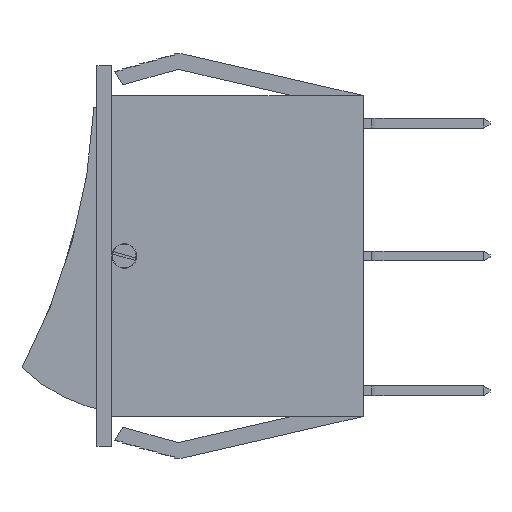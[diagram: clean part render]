
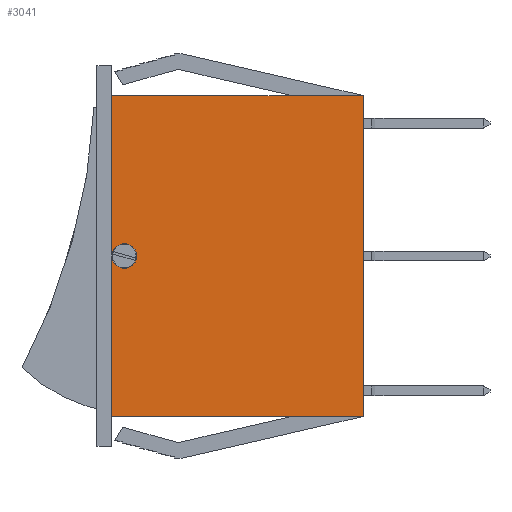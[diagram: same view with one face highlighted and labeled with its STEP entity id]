
A CAD part, left-side view. The second image highlights one B-rep face of the part: STEP entity #3041.
In plain terms, the highlighted planar face has unit normal (-1, 0, 0).
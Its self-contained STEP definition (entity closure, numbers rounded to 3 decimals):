
#62=CIRCLE('',#3303,1.);
#63=CIRCLE('',#3304,1.);
#176=FACE_OUTER_BOUND('',#330,.T.);
#330=EDGE_LOOP('',(#2221,#2222,#2223,#2224,#2225,#2226,#2227));
#575=LINE('',#4473,#944);
#672=LINE('',#4668,#1041);
#673=LINE('',#4670,#1042);
#677=LINE('',#4678,#1046);
#678=LINE('',#4679,#1047);
#944=VECTOR('',#3643,10.);
#1041=VECTOR('',#3782,10.);
#1042=VECTOR('',#3783,10.);
#1046=VECTOR('',#3789,10.);
#1047=VECTOR('',#3790,10.);
#1280=VERTEX_POINT('',#4470);
#1281=VERTEX_POINT('',#4472);
#1358=VERTEX_POINT('',#4667);
#1359=VERTEX_POINT('',#4669);
#1362=VERTEX_POINT('',#4677);
#1363=VERTEX_POINT('',#4680);
#1585=EDGE_CURVE('',#1281,#1280,#575,.T.);
#1682=EDGE_CURVE('',#1281,#1358,#672,.T.);
#1683=EDGE_CURVE('',#1358,#1359,#673,.T.);
#1687=EDGE_CURVE('',#1362,#1280,#677,.T.);
#1688=EDGE_CURVE('',#1359,#1362,#678,.T.);
#1689=EDGE_CURVE('',#1358,#1363,#62,.T.);
#1690=EDGE_CURVE('',#1363,#1358,#63,.T.);
#2221=ORIENTED_EDGE('',*,*,#1585,.T.);
#2222=ORIENTED_EDGE('',*,*,#1687,.F.);
#2223=ORIENTED_EDGE('',*,*,#1688,.F.);
#2224=ORIENTED_EDGE('',*,*,#1683,.F.);
#2225=ORIENTED_EDGE('',*,*,#1689,.T.);
#2226=ORIENTED_EDGE('',*,*,#1690,.T.);
#2227=ORIENTED_EDGE('',*,*,#1682,.F.);
#2751=PLANE('',#3302);
#3041=ADVANCED_FACE('',(#176),#2751,.T.);
#3302=AXIS2_PLACEMENT_3D('',#4676,#3787,#3788);
#3303=AXIS2_PLACEMENT_3D('',#4681,#3791,#3792);
#3304=AXIS2_PLACEMENT_3D('',#4682,#3793,#3794);
#3643=DIRECTION('',(0.,-1.,0.));
#3782=DIRECTION('',(0.,0.,1.));
#3783=DIRECTION('',(0.,0.,1.));
#3787=DIRECTION('center_axis',(-1.,0.,0.));
#3788=DIRECTION('ref_axis',(0.,0.,-1.));
#3789=DIRECTION('',(0.,0.,-1.));
#3790=DIRECTION('',(0.,-1.,0.));
#3791=DIRECTION('center_axis',(1.,0.,0.));
#3792=DIRECTION('ref_axis',(0.,0.,-1.));
#3793=DIRECTION('center_axis',(1.,0.,0.));
#3794=DIRECTION('ref_axis',(0.,0.,-1.));
#4470=CARTESIAN_POINT('',(-5.25,-20.2,-12.9));
#4472=CARTESIAN_POINT('',(-5.25,0.,-12.9));
#4473=CARTESIAN_POINT('',(-5.25,-5.05,-12.9));
#4667=CARTESIAN_POINT('',(-5.25,0.,0.));
#4668=CARTESIAN_POINT('',(-5.25,0.,6.45));
#4669=CARTESIAN_POINT('',(-5.25,0.,12.9));
#4670=CARTESIAN_POINT('',(-5.25,0.,6.45));
#4676=CARTESIAN_POINT('Origin',(-5.25,0.,12.9));
#4677=CARTESIAN_POINT('',(-5.25,-20.2,12.9));
#4678=CARTESIAN_POINT('',(-5.25,-20.2,12.9));
#4679=CARTESIAN_POINT('',(-5.25,0.,12.9));
#4680=CARTESIAN_POINT('',(-5.25,-1.,1.));
#4681=CARTESIAN_POINT('Origin',(-5.25,-1.,0.));
#4682=CARTESIAN_POINT('Origin',(-5.25,-1.,0.));
